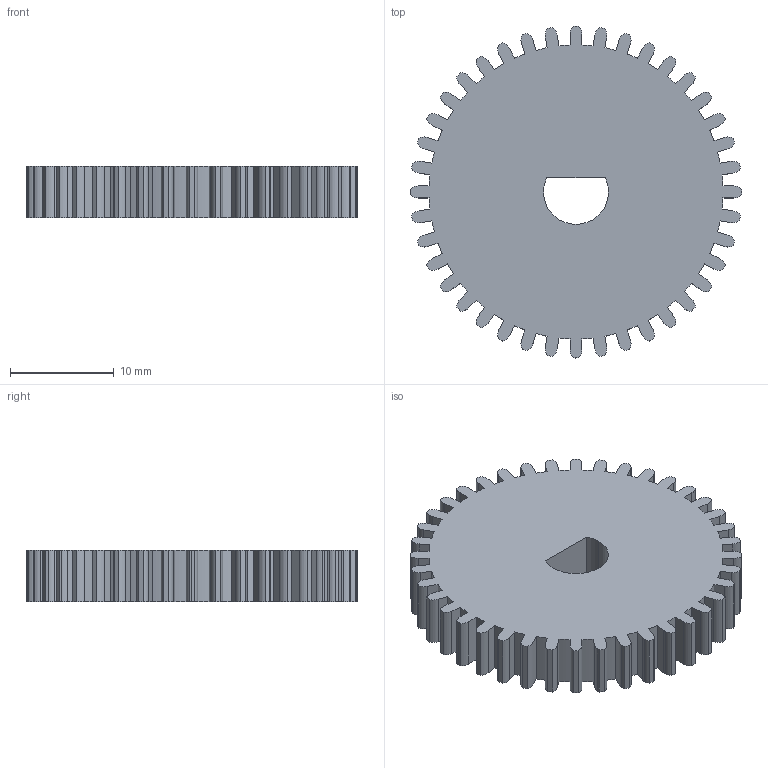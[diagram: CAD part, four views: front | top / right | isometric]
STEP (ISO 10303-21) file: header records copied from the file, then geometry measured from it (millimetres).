
FILE_DESCRIPTION (( 'STEP AP214' ), '1' );
FILE_NAME ('Rot_Gear_Reduce_2.STEP', '2023-02-21T02:14:26', ( '' ), ( '' ), 'SwSTEP 2.0', 'SolidWorks 2013', '' );
FILE_SCHEMA (( 'AUTOMOTIVE_DESIGN' ));
Length unit declared in the file: millimetre
Products named in the file (1): Rot_Gear_Reduce_2
Bounding box: 32 x 32 x 5 mm (x, y, z)
Volume: 3429 mm3; surface area: 2545.5 mm2
Topology: 1 solids, 1 shells, 259 faces, 771 edges, 514 vertices
Faces by surface type: cylinder 176, plane 83
Entity records: 8895 total; most frequent: DIRECTION 1643, CARTESIAN_POINT 1545, ORIENTED_EDGE 1542, EDGE_CURVE 771, AXIS2_PLACEMENT_3D 612, VERTEX_POINT 514, LINE 419, VECTOR 419
